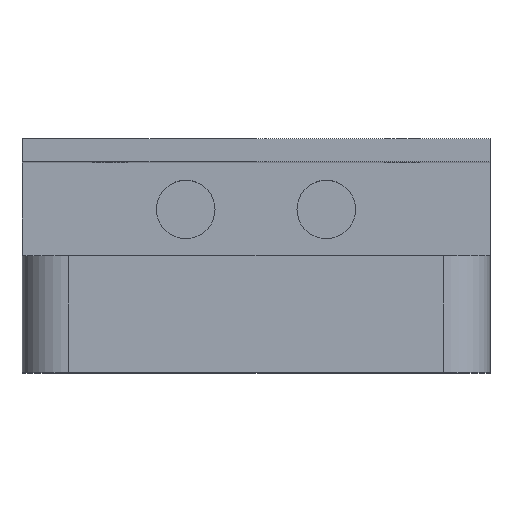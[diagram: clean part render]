
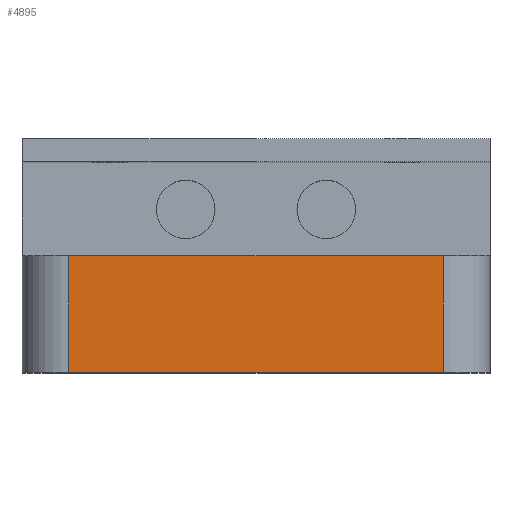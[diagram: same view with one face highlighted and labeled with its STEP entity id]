
A CAD part, top view. The second image highlights one B-rep face of the part: STEP entity #4895.
In plain terms, the highlighted planar face has unit normal (0, 0, 1).
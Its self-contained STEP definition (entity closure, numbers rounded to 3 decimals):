
#2395 = PLANE('',#2396);
#2396 = AXIS2_PLACEMENT_3D('',#2397,#2398,#2399);
#2397 = CARTESIAN_POINT('',(-20.,-14.,-4.));
#2398 = DIRECTION('',(0.,-1.,0.));
#2399 = DIRECTION('',(1.,0.,0.));
#2807 = PLANE('',#2808);
#2808 = AXIS2_PLACEMENT_3D('',#2809,#2810,#2811);
#2809 = CARTESIAN_POINT('',(-20.,-4.,-4.));
#2810 = DIRECTION('',(0.,-1.,0.));
#2811 = DIRECTION('',(1.,0.,0.));
#2833 = CYLINDRICAL_SURFACE('',#2834,4.);
#2834 = AXIS2_PLACEMENT_3D('',#2835,#2836,#2837);
#2835 = CARTESIAN_POINT('',(-16.,-4.,32.));
#2836 = DIRECTION('',(0.,-1.,0.));
#2837 = DIRECTION('',(-1.,0.,0.));
#3454 = VERTEX_POINT('',#3455);
#3455 = CARTESIAN_POINT('',(16.,-14.,36.));
#3474 = CYLINDRICAL_SURFACE('',#3475,4.);
#3475 = AXIS2_PLACEMENT_3D('',#3476,#3477,#3478);
#3476 = CARTESIAN_POINT('',(16.,-4.,32.));
#3477 = DIRECTION('',(0.,-1.,0.));
#3478 = DIRECTION('',(0.,0.,1.));
#3486 = EDGE_CURVE('',#3487,#3454,#3489,.T.);
#3487 = VERTEX_POINT('',#3488);
#3488 = CARTESIAN_POINT('',(-16.,-14.,36.));
#3489 = SURFACE_CURVE('',#3490,(#3494,#3501),.PCURVE_S1.);
#3490 = LINE('',#3491,#3492);
#3491 = CARTESIAN_POINT('',(-20.,-14.,36.));
#3492 = VECTOR('',#3493,1.);
#3493 = DIRECTION('',(1.,0.,0.));
#3494 = PCURVE('',#2395,#3495);
#3495 = DEFINITIONAL_REPRESENTATION('',(#3496),#3500);
#3496 = LINE('',#3497,#3498);
#3497 = CARTESIAN_POINT('',(0.,40.));
#3498 = VECTOR('',#3499,1.);
#3499 = DIRECTION('',(1.,0.));
#3500 = ( GEOMETRIC_REPRESENTATION_CONTEXT(2) 
PARAMETRIC_REPRESENTATION_CONTEXT() REPRESENTATION_CONTEXT('2D SPACE',''
  ) );
#3501 = PCURVE('',#3502,#3507);
#3502 = PLANE('',#3503);
#3503 = AXIS2_PLACEMENT_3D('',#3504,#3505,#3506);
#3504 = CARTESIAN_POINT('',(-20.,-4.,36.));
#3505 = DIRECTION('',(0.,0.,1.));
#3506 = DIRECTION('',(0.,-1.,0.));
#3507 = DEFINITIONAL_REPRESENTATION('',(#3508),#3512);
#3508 = LINE('',#3509,#3510);
#3509 = CARTESIAN_POINT('',(10.,0.));
#3510 = VECTOR('',#3511,1.);
#3511 = DIRECTION('',(0.,1.));
#3512 = ( GEOMETRIC_REPRESENTATION_CONTEXT(2) 
PARAMETRIC_REPRESENTATION_CONTEXT() REPRESENTATION_CONTEXT('2D SPACE',''
  ) );
#4220 = EDGE_CURVE('',#4221,#3487,#4223,.T.);
#4221 = VERTEX_POINT('',#4222);
#4222 = CARTESIAN_POINT('',(-16.,-4.,36.));
#4223 = SURFACE_CURVE('',#4224,(#4228,#4235),.PCURVE_S1.);
#4224 = LINE('',#4225,#4226);
#4225 = CARTESIAN_POINT('',(-16.,-4.,36.));
#4226 = VECTOR('',#4227,1.);
#4227 = DIRECTION('',(0.,-1.,0.));
#4228 = PCURVE('',#2833,#4229);
#4229 = DEFINITIONAL_REPRESENTATION('',(#4230),#4234);
#4230 = LINE('',#4231,#4232);
#4231 = CARTESIAN_POINT('',(4.712,0.));
#4232 = VECTOR('',#4233,1.);
#4233 = DIRECTION('',(-0.,1.));
#4234 = ( GEOMETRIC_REPRESENTATION_CONTEXT(2) 
PARAMETRIC_REPRESENTATION_CONTEXT() REPRESENTATION_CONTEXT('2D SPACE',''
  ) );
#4235 = PCURVE('',#3502,#4236);
#4236 = DEFINITIONAL_REPRESENTATION('',(#4237),#4241);
#4237 = LINE('',#4238,#4239);
#4238 = CARTESIAN_POINT('',(0.,4.));
#4239 = VECTOR('',#4240,1.);
#4240 = DIRECTION('',(1.,0.));
#4241 = ( GEOMETRIC_REPRESENTATION_CONTEXT(2) 
PARAMETRIC_REPRESENTATION_CONTEXT() REPRESENTATION_CONTEXT('2D SPACE',''
  ) );
#4276 = VERTEX_POINT('',#4277);
#4277 = CARTESIAN_POINT('',(16.,-4.,36.));
#4303 = EDGE_CURVE('',#4221,#4276,#4304,.T.);
#4304 = SURFACE_CURVE('',#4305,(#4309,#4316),.PCURVE_S1.);
#4305 = LINE('',#4306,#4307);
#4306 = CARTESIAN_POINT('',(-20.,-4.,36.));
#4307 = VECTOR('',#4308,1.);
#4308 = DIRECTION('',(1.,0.,0.));
#4309 = PCURVE('',#2807,#4310);
#4310 = DEFINITIONAL_REPRESENTATION('',(#4311),#4315);
#4311 = LINE('',#4312,#4313);
#4312 = CARTESIAN_POINT('',(0.,40.));
#4313 = VECTOR('',#4314,1.);
#4314 = DIRECTION('',(1.,0.));
#4315 = ( GEOMETRIC_REPRESENTATION_CONTEXT(2) 
PARAMETRIC_REPRESENTATION_CONTEXT() REPRESENTATION_CONTEXT('2D SPACE',''
  ) );
#4316 = PCURVE('',#3502,#4317);
#4317 = DEFINITIONAL_REPRESENTATION('',(#4318),#4322);
#4318 = LINE('',#4319,#4320);
#4319 = CARTESIAN_POINT('',(0.,0.));
#4320 = VECTOR('',#4321,1.);
#4321 = DIRECTION('',(0.,1.));
#4322 = ( GEOMETRIC_REPRESENTATION_CONTEXT(2) 
PARAMETRIC_REPRESENTATION_CONTEXT() REPRESENTATION_CONTEXT('2D SPACE',''
  ) );
#4872 = EDGE_CURVE('',#4276,#3454,#4873,.T.);
#4873 = SURFACE_CURVE('',#4874,(#4878,#4885),.PCURVE_S1.);
#4874 = LINE('',#4875,#4876);
#4875 = CARTESIAN_POINT('',(16.,-4.,36.));
#4876 = VECTOR('',#4877,1.);
#4877 = DIRECTION('',(0.,-1.,0.));
#4878 = PCURVE('',#3474,#4879);
#4879 = DEFINITIONAL_REPRESENTATION('',(#4880),#4884);
#4880 = LINE('',#4881,#4882);
#4881 = CARTESIAN_POINT('',(6.283,0.));
#4882 = VECTOR('',#4883,1.);
#4883 = DIRECTION('',(-0.,1.));
#4884 = ( GEOMETRIC_REPRESENTATION_CONTEXT(2) 
PARAMETRIC_REPRESENTATION_CONTEXT() REPRESENTATION_CONTEXT('2D SPACE',''
  ) );
#4885 = PCURVE('',#3502,#4886);
#4886 = DEFINITIONAL_REPRESENTATION('',(#4887),#4891);
#4887 = LINE('',#4888,#4889);
#4888 = CARTESIAN_POINT('',(0.,36.));
#4889 = VECTOR('',#4890,1.);
#4890 = DIRECTION('',(1.,0.));
#4891 = ( GEOMETRIC_REPRESENTATION_CONTEXT(2) 
PARAMETRIC_REPRESENTATION_CONTEXT() REPRESENTATION_CONTEXT('2D SPACE',''
  ) );
#4895 = ADVANCED_FACE('',(#4896),#3502,.T.);
#4896 = FACE_BOUND('',#4897,.T.);
#4897 = EDGE_LOOP('',(#4898,#4899,#4900,#4901));
#4898 = ORIENTED_EDGE('',*,*,#4303,.F.);
#4899 = ORIENTED_EDGE('',*,*,#4220,.T.);
#4900 = ORIENTED_EDGE('',*,*,#3486,.T.);
#4901 = ORIENTED_EDGE('',*,*,#4872,.F.);
